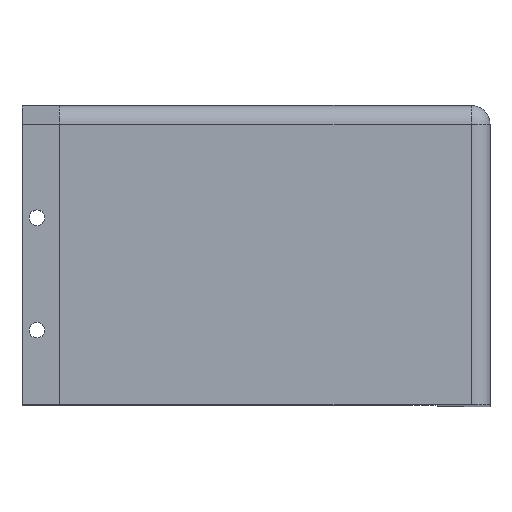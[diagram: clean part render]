
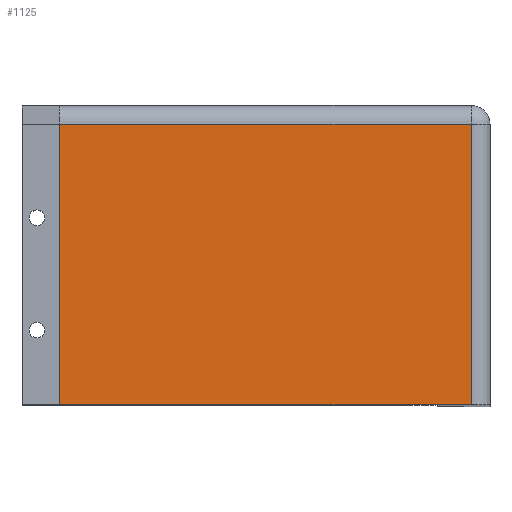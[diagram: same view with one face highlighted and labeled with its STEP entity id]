
A CAD part, top view. The second image highlights one B-rep face of the part: STEP entity #1125.
In plain terms, the highlighted planar face has unit normal (0, 0, 1).
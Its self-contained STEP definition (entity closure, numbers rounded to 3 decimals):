
#48=PLANE('',#1218);
#88=LINE('',#1662,#205);
#91=LINE('',#1673,#208);
#93=LINE('',#1677,#210);
#103=LINE('',#1698,#220);
#205=VECTOR('',#1329,10.);
#208=VECTOR('',#1340,10.);
#210=VECTOR('',#1344,10.);
#220=VECTOR('',#1358,10.);
#346=FACE_OUTER_BOUND('',#409,.T.);
#409=EDGE_LOOP('',(#825,#826,#827,#828));
#535=VERTEX_POINT('',#1651);
#538=VERTEX_POINT('',#1658);
#543=VERTEX_POINT('',#1671);
#544=VERTEX_POINT('',#1676);
#643=EDGE_CURVE('',#535,#538,#88,.T.);
#648=EDGE_CURVE('',#543,#535,#91,.T.);
#650=EDGE_CURVE('',#538,#544,#93,.T.);
#661=EDGE_CURVE('',#543,#544,#103,.T.);
#825=ORIENTED_EDGE('',*,*,#643,.F.);
#826=ORIENTED_EDGE('',*,*,#648,.F.);
#827=ORIENTED_EDGE('',*,*,#661,.T.);
#828=ORIENTED_EDGE('',*,*,#650,.F.);
#1125=ADVANCED_FACE('',(#346),#48,.T.);
#1218=AXIS2_PLACEMENT_3D('',#1697,#1356,#1357);
#1329=DIRECTION('',(0.,-1.,0.));
#1340=DIRECTION('',(1.,0.,0.));
#1344=DIRECTION('',(-1.,0.,0.));
#1356=DIRECTION('center_axis',(0.,0.,1.));
#1357=DIRECTION('ref_axis',(1.,0.,0.));
#1358=DIRECTION('',(0.,-1.,0.));
#1651=CARTESIAN_POINT('',(120.,5.,235.));
#1658=CARTESIAN_POINT('',(120.,-70.,235.));
#1662=CARTESIAN_POINT('',(120.,0.,235.));
#1671=CARTESIAN_POINT('',(10.,5.,235.));
#1673=CARTESIAN_POINT('',(31.25,5.,235.));
#1676=CARTESIAN_POINT('',(10.,-70.,235.));
#1677=CARTESIAN_POINT('',(125.,-70.,235.));
#1697=CARTESIAN_POINT('Origin',(0.,0.,235.));
#1698=CARTESIAN_POINT('',(10.,5.,235.));
